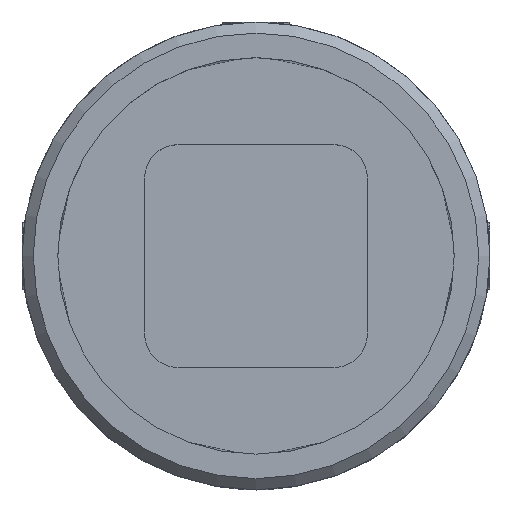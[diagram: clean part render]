
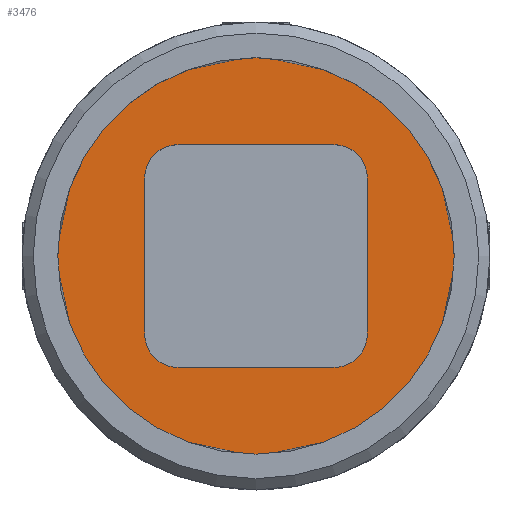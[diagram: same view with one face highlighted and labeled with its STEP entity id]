
A CAD part, top view. The second image highlights one B-rep face of the part: STEP entity #3476.
In plain terms, the highlighted planar face has unit normal (0, 0, 1).
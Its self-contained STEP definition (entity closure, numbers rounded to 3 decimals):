
#294=LINE('',#6527,#549);
#299=LINE('',#6542,#554);
#301=LINE('',#6550,#556);
#304=LINE('',#6559,#559);
#549=VECTOR('',#4549,10.);
#554=VECTOR('',#4562,10.);
#556=VECTOR('',#4572,10.);
#559=VECTOR('',#4583,10.);
#700=PLANE('',#3783);
#843=FACE_BOUND('',#1320,.T.);
#1025=FACE_OUTER_BOUND('',#1319,.T.);
#1319=EDGE_LOOP('',(#2910));
#1320=EDGE_LOOP('',(#2911,#2912,#2913,#2914,#2915,#2916,#2917,#2918));
#1442=CIRCLE('',#3767,3.);
#1444=CIRCLE('',#3771,3.);
#1446=CIRCLE('',#3775,3.);
#1448=CIRCLE('',#3779,3.);
#1449=CIRCLE('',#3782,17.8);
#1727=VERTEX_POINT('',#6517);
#1728=VERTEX_POINT('',#6519);
#1730=VERTEX_POINT('',#6525);
#1733=VERTEX_POINT('',#6532);
#1734=VERTEX_POINT('',#6534);
#1736=VERTEX_POINT('',#6540);
#1738=VERTEX_POINT('',#6546);
#1740=VERTEX_POINT('',#6555);
#1741=VERTEX_POINT('',#6562);
#2123=EDGE_CURVE('',#1727,#1728,#1442,.T.);
#2127=EDGE_CURVE('',#1727,#1730,#294,.T.);
#2130=EDGE_CURVE('',#1733,#1734,#1444,.T.);
#2134=EDGE_CURVE('',#1733,#1736,#299,.T.);
#2137=EDGE_CURVE('',#1738,#1730,#1446,.T.);
#2138=EDGE_CURVE('',#1738,#1734,#301,.T.);
#2142=EDGE_CURVE('',#1740,#1736,#1448,.T.);
#2143=EDGE_CURVE('',#1740,#1728,#304,.T.);
#2145=EDGE_CURVE('',#1741,#1741,#1449,.T.);
#2910=ORIENTED_EDGE('',*,*,#2145,.T.);
#2911=ORIENTED_EDGE('',*,*,#2143,.T.);
#2912=ORIENTED_EDGE('',*,*,#2123,.F.);
#2913=ORIENTED_EDGE('',*,*,#2127,.T.);
#2914=ORIENTED_EDGE('',*,*,#2137,.F.);
#2915=ORIENTED_EDGE('',*,*,#2138,.T.);
#2916=ORIENTED_EDGE('',*,*,#2130,.F.);
#2917=ORIENTED_EDGE('',*,*,#2134,.T.);
#2918=ORIENTED_EDGE('',*,*,#2142,.F.);
#3476=ADVANCED_FACE('',(#1025,#843),#700,.T.);
#3767=AXIS2_PLACEMENT_3D('',#6520,#4542,#4543);
#3771=AXIS2_PLACEMENT_3D('',#6535,#4555,#4556);
#3775=AXIS2_PLACEMENT_3D('',#6548,#4568,#4569);
#3779=AXIS2_PLACEMENT_3D('',#6557,#4579,#4580);
#3782=AXIS2_PLACEMENT_3D('',#6563,#4587,#4588);
#3783=AXIS2_PLACEMENT_3D('',#6564,#4589,#4590);
#4542=DIRECTION('center_axis',(0.,0.,1.));
#4543=DIRECTION('ref_axis',(0.707,-0.707,0.));
#4549=DIRECTION('',(-1.,0.,0.));
#4555=DIRECTION('center_axis',(0.,0.,1.));
#4556=DIRECTION('ref_axis',(-0.707,0.707,0.));
#4562=DIRECTION('',(1.,0.,0.));
#4568=DIRECTION('center_axis',(0.,0.,1.));
#4569=DIRECTION('ref_axis',(-0.707,-0.707,0.));
#4572=DIRECTION('',(0.,1.,0.));
#4579=DIRECTION('center_axis',(0.,0.,1.));
#4580=DIRECTION('ref_axis',(0.707,0.707,0.));
#4583=DIRECTION('',(0.,-1.,0.));
#4587=DIRECTION('center_axis',(0.,0.,1.));
#4588=DIRECTION('ref_axis',(1.,0.,0.));
#4589=DIRECTION('center_axis',(0.,0.,1.));
#4590=DIRECTION('ref_axis',(1.,0.,0.));
#6517=CARTESIAN_POINT('',(7.,-10.,12.));
#6519=CARTESIAN_POINT('',(10.,-7.,12.));
#6520=CARTESIAN_POINT('Origin',(7.,-7.,12.));
#6525=CARTESIAN_POINT('',(-7.,-10.,12.));
#6527=CARTESIAN_POINT('',(5.,-10.,12.));
#6532=CARTESIAN_POINT('',(-7.,10.,12.));
#6534=CARTESIAN_POINT('',(-10.,7.,12.));
#6535=CARTESIAN_POINT('Origin',(-7.,7.,12.));
#6540=CARTESIAN_POINT('',(7.,10.,12.));
#6542=CARTESIAN_POINT('',(-5.,10.,12.));
#6546=CARTESIAN_POINT('',(-10.,-7.,12.));
#6548=CARTESIAN_POINT('Origin',(-7.,-7.,12.));
#6550=CARTESIAN_POINT('',(-10.,-5.,12.));
#6555=CARTESIAN_POINT('',(10.,7.,12.));
#6557=CARTESIAN_POINT('Origin',(7.,7.,12.));
#6559=CARTESIAN_POINT('',(10.,5.,12.));
#6562=CARTESIAN_POINT('',(17.8,0.,12.));
#6563=CARTESIAN_POINT('Origin',(0.,0.,12.));
#6564=CARTESIAN_POINT('Origin',(0.,0.,12.));
